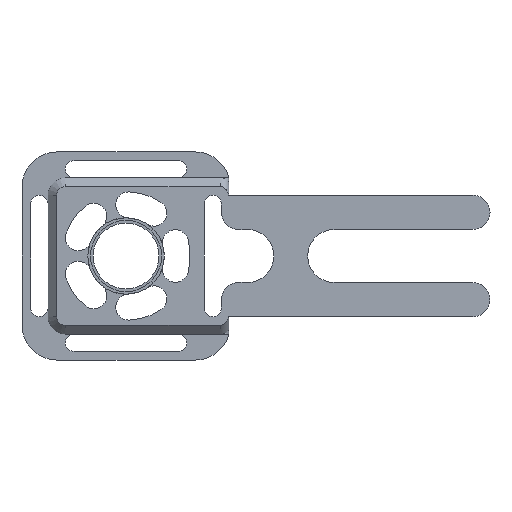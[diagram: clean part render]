
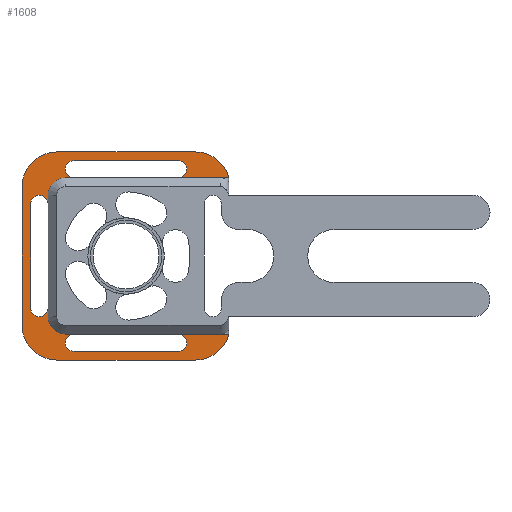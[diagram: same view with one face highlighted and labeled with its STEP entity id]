
A CAD part, front view. The second image highlights one B-rep face of the part: STEP entity #1608.
In plain terms, the highlighted planar face has unit normal (0, -1, 0).
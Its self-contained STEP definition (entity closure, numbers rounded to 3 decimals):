
#61=PLANE('',#1798);
#129=FACE_OUTER_BOUND('',#225,.T.);
#225=EDGE_LOOP('',(#1392,#1393,#1394,#1395,#1396,#1397,#1398,#1399,#1400,
#1401,#1402,#1403,#1404,#1405,#1406,#1407,#1408,#1409,#1410,#1411,#1412,
#1413,#1414,#1415));
#255=LINE('',#2369,#391);
#258=LINE('',#2375,#394);
#306=LINE('',#2604,#442);
#309=LINE('',#2608,#445);
#345=LINE('',#2733,#481);
#348=LINE('',#2738,#484);
#361=LINE('',#2770,#497);
#364=LINE('',#2776,#500);
#366=LINE('',#2781,#502);
#369=LINE('',#2788,#505);
#370=LINE('',#2797,#506);
#371=LINE('',#2801,#507);
#391=VECTOR('',#1859,1000.);
#394=VECTOR('',#1862,1000.);
#442=VECTOR('',#2046,1000.);
#445=VECTOR('',#2049,1000.);
#481=VECTOR('',#2199,1000.);
#484=VECTOR('',#2202,1000.);
#497=VECTOR('',#2247,1000.);
#500=VECTOR('',#2252,1000.);
#502=VECTOR('',#2256,1000.);
#505=VECTOR('',#2263,1000.);
#506=VECTOR('',#2276,1000.);
#507=VECTOR('',#2281,10.);
#522=CIRCLE('',#1649,0.5);
#610=CIRCLE('',#1783,1.);
#612=CIRCLE('',#1786,1.);
#613=CIRCLE('',#1799,0.5);
#614=CIRCLE('',#1800,0.5);
#615=CIRCLE('',#1801,2.);
#616=CIRCLE('',#1802,2.);
#617=CIRCLE('',#1803,2.);
#618=CIRCLE('',#1804,2.);
#619=CIRCLE('',#1805,0.5);
#620=CIRCLE('',#1806,0.5);
#621=CIRCLE('',#1807,0.5);
#624=VERTEX_POINT('',#2346);
#625=VERTEX_POINT('',#2347);
#634=VERTEX_POINT('',#2367);
#636=VERTEX_POINT('',#2372);
#637=VERTEX_POINT('',#2374);
#725=VERTEX_POINT('',#2572);
#729=VERTEX_POINT('',#2595);
#731=VERTEX_POINT('',#2601);
#732=VERTEX_POINT('',#2603);
#733=VERTEX_POINT('',#2606);
#765=VERTEX_POINT('',#2732);
#766=VERTEX_POINT('',#2735);
#767=VERTEX_POINT('',#2737);
#769=VERTEX_POINT('',#2767);
#770=VERTEX_POINT('',#2769);
#771=VERTEX_POINT('',#2773);
#772=VERTEX_POINT('',#2775);
#773=VERTEX_POINT('',#2779);
#774=VERTEX_POINT('',#2780);
#775=VERTEX_POINT('',#2785);
#776=VERTEX_POINT('',#2787);
#777=VERTEX_POINT('',#2794);
#778=VERTEX_POINT('',#2796);
#779=VERTEX_POINT('',#2799);
#783=EDGE_CURVE('',#624,#625,#522,.T.);
#793=EDGE_CURVE('',#624,#634,#255,.T.);
#796=EDGE_CURVE('',#637,#636,#258,.T.);
#904=EDGE_CURVE('',#732,#731,#306,.T.);
#907=EDGE_CURVE('',#729,#733,#309,.T.);
#970=EDGE_CURVE('',#765,#725,#345,.T.);
#973=EDGE_CURVE('',#767,#766,#348,.T.);
#978=EDGE_CURVE('',#731,#637,#610,.T.);
#980=EDGE_CURVE('',#634,#767,#612,.T.);
#990=EDGE_CURVE('',#769,#770,#361,.T.);
#993=EDGE_CURVE('',#771,#772,#364,.T.);
#995=EDGE_CURVE('',#773,#774,#366,.T.);
#998=EDGE_CURVE('',#766,#775,#613,.T.);
#999=EDGE_CURVE('',#775,#776,#369,.T.);
#1000=EDGE_CURVE('',#776,#765,#614,.T.);
#1001=EDGE_CURVE('',#725,#774,#615,.T.);
#1002=EDGE_CURVE('',#773,#770,#616,.T.);
#1003=EDGE_CURVE('',#769,#772,#617,.T.);
#1004=EDGE_CURVE('',#771,#729,#618,.T.);
#1005=EDGE_CURVE('',#733,#777,#619,.T.);
#1006=EDGE_CURVE('',#777,#778,#370,.T.);
#1007=EDGE_CURVE('',#778,#732,#620,.T.);
#1008=EDGE_CURVE('',#636,#779,#621,.T.);
#1009=EDGE_CURVE('',#779,#625,#371,.T.);
#1392=ORIENTED_EDGE('',*,*,#793,.T.);
#1393=ORIENTED_EDGE('',*,*,#980,.T.);
#1394=ORIENTED_EDGE('',*,*,#973,.T.);
#1395=ORIENTED_EDGE('',*,*,#998,.T.);
#1396=ORIENTED_EDGE('',*,*,#999,.T.);
#1397=ORIENTED_EDGE('',*,*,#1000,.T.);
#1398=ORIENTED_EDGE('',*,*,#970,.T.);
#1399=ORIENTED_EDGE('',*,*,#1001,.T.);
#1400=ORIENTED_EDGE('',*,*,#995,.F.);
#1401=ORIENTED_EDGE('',*,*,#1002,.T.);
#1402=ORIENTED_EDGE('',*,*,#990,.F.);
#1403=ORIENTED_EDGE('',*,*,#1003,.T.);
#1404=ORIENTED_EDGE('',*,*,#993,.F.);
#1405=ORIENTED_EDGE('',*,*,#1004,.T.);
#1406=ORIENTED_EDGE('',*,*,#907,.T.);
#1407=ORIENTED_EDGE('',*,*,#1005,.T.);
#1408=ORIENTED_EDGE('',*,*,#1006,.T.);
#1409=ORIENTED_EDGE('',*,*,#1007,.T.);
#1410=ORIENTED_EDGE('',*,*,#904,.T.);
#1411=ORIENTED_EDGE('',*,*,#978,.T.);
#1412=ORIENTED_EDGE('',*,*,#796,.T.);
#1413=ORIENTED_EDGE('',*,*,#1008,.T.);
#1414=ORIENTED_EDGE('',*,*,#1009,.T.);
#1415=ORIENTED_EDGE('',*,*,#783,.F.);
#1608=ADVANCED_FACE('',(#129),#61,.F.);
#1649=AXIS2_PLACEMENT_3D('',#2348,#1841,#1842);
#1783=AXIS2_PLACEMENT_3D('',#2746,#2212,#2213);
#1786=AXIS2_PLACEMENT_3D('',#2749,#2218,#2219);
#1798=AXIS2_PLACEMENT_3D('',#2784,#2259,#2260);
#1799=AXIS2_PLACEMENT_3D('',#2786,#2261,#2262);
#1800=AXIS2_PLACEMENT_3D('',#2789,#2264,#2265);
#1801=AXIS2_PLACEMENT_3D('',#2790,#2266,#2267);
#1802=AXIS2_PLACEMENT_3D('',#2791,#2268,#2269);
#1803=AXIS2_PLACEMENT_3D('',#2792,#2270,#2271);
#1804=AXIS2_PLACEMENT_3D('',#2793,#2272,#2273);
#1805=AXIS2_PLACEMENT_3D('',#2795,#2274,#2275);
#1806=AXIS2_PLACEMENT_3D('',#2798,#2277,#2278);
#1807=AXIS2_PLACEMENT_3D('',#2800,#2279,#2280);
#1841=DIRECTION('center_axis',(0.,-1.,0.));
#1842=DIRECTION('ref_axis',(-1.,0.,0.));
#1859=DIRECTION('',(0.,0.,1.));
#1862=DIRECTION('',(0.,0.,1.));
#2046=DIRECTION('',(-1.,0.,0.));
#2049=DIRECTION('',(-1.,0.,0.));
#2199=DIRECTION('',(1.,0.,0.));
#2202=DIRECTION('',(1.,0.,0.));
#2212=DIRECTION('center_axis',(0.,1.,0.));
#2213=DIRECTION('ref_axis',(0.,0.,1.));
#2218=DIRECTION('center_axis',(0.,1.,0.));
#2219=DIRECTION('ref_axis',(0.,0.,1.));
#2247=DIRECTION('',(0.,0.,1.));
#2252=DIRECTION('',(-1.,0.,0.));
#2256=DIRECTION('',(1.,0.,0.));
#2259=DIRECTION('center_axis',(0.,1.,0.));
#2260=DIRECTION('ref_axis',(0.,0.,1.));
#2261=DIRECTION('center_axis',(0.,1.,0.));
#2262=DIRECTION('ref_axis',(0.,0.,1.));
#2263=DIRECTION('',(1.,0.,0.));
#2264=DIRECTION('center_axis',(0.,1.,0.));
#2265=DIRECTION('ref_axis',(0.,0.,1.));
#2266=DIRECTION('center_axis',(0.,-1.,0.));
#2267=DIRECTION('ref_axis',(0.,0.,1.));
#2268=DIRECTION('center_axis',(0.,-1.,0.));
#2269=DIRECTION('ref_axis',(0.,0.,1.));
#2270=DIRECTION('center_axis',(0.,-1.,0.));
#2271=DIRECTION('ref_axis',(0.,0.,1.));
#2272=DIRECTION('center_axis',(0.,-1.,0.));
#2273=DIRECTION('ref_axis',(0.,0.,1.));
#2274=DIRECTION('center_axis',(0.,1.,0.));
#2275=DIRECTION('ref_axis',(0.,0.,1.));
#2276=DIRECTION('',(-1.,0.,0.));
#2277=DIRECTION('center_axis',(0.,1.,0.));
#2278=DIRECTION('ref_axis',(0.,0.,1.));
#2279=DIRECTION('center_axis',(0.,1.,0.));
#2280=DIRECTION('ref_axis',(0.,0.,1.));
#2281=DIRECTION('',(0.,0.,1.));
#2346=CARTESIAN_POINT('',(-4.5,1.5,3.));
#2347=CARTESIAN_POINT('',(-5.5,1.5,3.));
#2348=CARTESIAN_POINT('Origin',(-5.,1.5,3.));
#2367=CARTESIAN_POINT('',(-4.5,1.5,3.5));
#2369=CARTESIAN_POINT('',(-4.5,1.5,3.5));
#2372=CARTESIAN_POINT('',(-4.5,1.5,-3.));
#2374=CARTESIAN_POINT('',(-4.5,1.5,-3.5));
#2375=CARTESIAN_POINT('',(-4.5,1.5,3.5));
#2572=CARTESIAN_POINT('',(5.936,1.5,4.5));
#2595=CARTESIAN_POINT('',(5.936,1.5,-4.5));
#2601=CARTESIAN_POINT('',(-3.5,1.5,-4.5));
#2603=CARTESIAN_POINT('',(-3.,1.5,-4.5));
#2604=CARTESIAN_POINT('',(4.5,1.5,-4.5));
#2606=CARTESIAN_POINT('',(3.,1.5,-4.5));
#2608=CARTESIAN_POINT('',(4.5,1.5,-4.5));
#2732=CARTESIAN_POINT('',(3.,1.5,4.5));
#2733=CARTESIAN_POINT('',(4.5,1.5,4.5));
#2735=CARTESIAN_POINT('',(-3.,1.5,4.5));
#2737=CARTESIAN_POINT('',(-3.5,1.5,4.5));
#2738=CARTESIAN_POINT('',(4.5,1.5,4.5));
#2746=CARTESIAN_POINT('Origin',(-3.5,1.5,-3.5));
#2749=CARTESIAN_POINT('Origin',(-3.5,1.5,3.5));
#2767=CARTESIAN_POINT('',(-6.,1.5,-4.));
#2769=CARTESIAN_POINT('',(-6.,1.5,4.));
#2770=CARTESIAN_POINT('',(-6.,1.5,6.));
#2773=CARTESIAN_POINT('',(4.,1.5,-6.));
#2775=CARTESIAN_POINT('',(-4.,1.5,-6.));
#2776=CARTESIAN_POINT('',(6.,1.5,-6.));
#2779=CARTESIAN_POINT('',(-4.,1.5,6.));
#2780=CARTESIAN_POINT('',(4.,1.5,6.));
#2781=CARTESIAN_POINT('',(6.,1.5,6.));
#2784=CARTESIAN_POINT('Origin',(0.,1.5,0.));
#2785=CARTESIAN_POINT('',(-3.,1.5,5.5));
#2786=CARTESIAN_POINT('Origin',(-3.,1.5,5.));
#2787=CARTESIAN_POINT('',(3.,1.5,5.5));
#2788=CARTESIAN_POINT('',(0.,1.5,5.5));
#2789=CARTESIAN_POINT('Origin',(3.,1.5,5.));
#2790=CARTESIAN_POINT('Origin',(4.,1.5,4.));
#2791=CARTESIAN_POINT('Origin',(-4.,1.5,4.));
#2792=CARTESIAN_POINT('Origin',(-4.,1.5,-4.));
#2793=CARTESIAN_POINT('Origin',(4.,1.5,-4.));
#2794=CARTESIAN_POINT('',(3.,1.5,-5.5));
#2795=CARTESIAN_POINT('Origin',(3.,1.5,-5.));
#2796=CARTESIAN_POINT('',(-3.,1.5,-5.5));
#2797=CARTESIAN_POINT('',(0.,1.5,-5.5));
#2798=CARTESIAN_POINT('Origin',(-3.,1.5,-5.));
#2799=CARTESIAN_POINT('',(-5.5,1.5,-3.));
#2800=CARTESIAN_POINT('Origin',(-5.,1.5,-3.));
#2801=CARTESIAN_POINT('',(-5.5,1.5,1.614));
